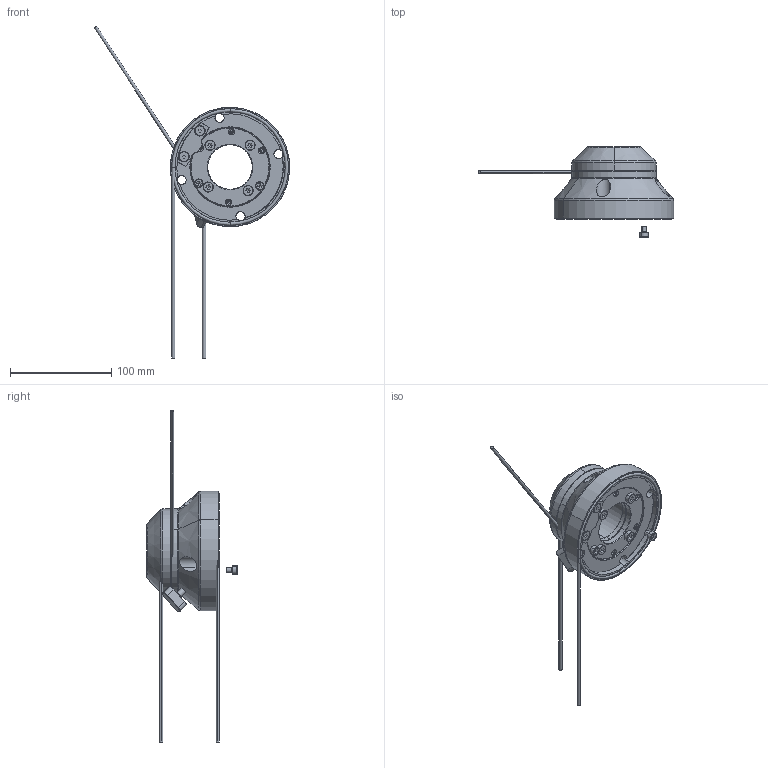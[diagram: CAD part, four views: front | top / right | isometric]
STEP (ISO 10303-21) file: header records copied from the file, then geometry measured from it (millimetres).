
FILE_DESCRIPTION (( 'STEP AP214' ), '1' );
FILE_NAME ('57016601.STEP', '2008-06-24T11:09:30', ( '' ), ( '' ), 'SwSTEP 2.0', 'SolidWorks 2008', '' );
FILE_SCHEMA (( 'AUTOMOTIVE_DESIGN' ));
Length unit declared in the file: millimetre
Products named in the file (17): 82025_Standard; 94910_Einbau GTH 48 EMV ; 93090_Standard; 84147_Standard; 93659_Standard; 93663_Standard; 93658_Standard; 82389_Standard; 93657_Standard; 93660_Standard; 57016601; 84143_Standard; 84146_Standard; 84141_Standard; 82391_Standard; 84145_Standard; 84139_Standard
Assembly tree (24 placements, depth 2):
  57016601
    93090_Standard  x2
    82025_Standard
    84145_Standard  x2
    93659_Standard
    82391_Standard
    93657_Standard  x2
    93658_Standard  x3
    93660_Standard  x4
    84146_Standard
    84141_Standard
    94910_Einbau GTH 48 EMV 
    84143_Standard
    84147_Standard
    93663_Standard
    84139_Standard
    82389_Standard
Bounding box: 193 x 89.5 x 327.53 mm (x, y, z)
Volume: 336102.8 mm3; surface area: 117037.5 mm2
Topology: 27 solids, 28 shells, 667 faces, 1441 edges, 841 vertices
Faces by surface type: plane 213, cone 203, cylinder 187, torus 44, bspline 20
Entity records: 15608 total; most frequent: CARTESIAN_POINT 3549, DIRECTION 2500, ORIENTED_EDGE 2116, EDGE_CURVE 1058, AXIS2_PLACEMENT_3D 1009, VERTEX_POINT 626, EDGE_LOOP 566, CIRCLE 506
